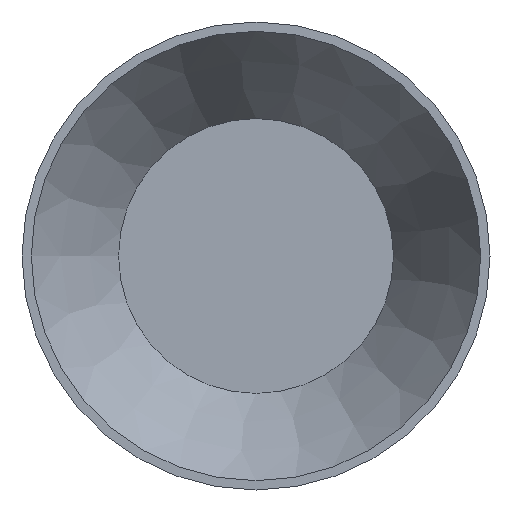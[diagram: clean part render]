
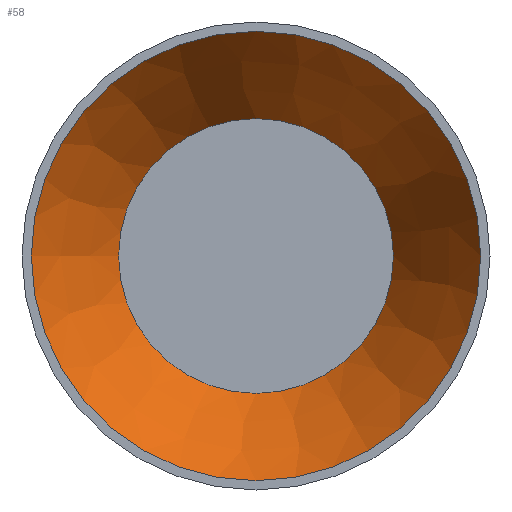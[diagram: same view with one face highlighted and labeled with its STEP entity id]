
A CAD part, front view. The second image highlights one B-rep face of the part: STEP entity #58.
In plain terms, the highlighted conical face has half-angle 31.731 degrees and reference radius 15.255 mm.
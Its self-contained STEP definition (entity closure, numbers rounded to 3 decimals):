
#16=FACE_BOUND('',#28,.T.);
#19=CONICAL_SURFACE('',#84,15.255,0.554);
#22=FACE_OUTER_BOUND('',#27,.T.);
#27=EDGE_LOOP('',(#47));
#28=EDGE_LOOP('',(#48));
#34=CIRCLE('',#83,9.228);
#35=CIRCLE('',#85,15.082);
#38=VERTEX_POINT('',#113);
#39=VERTEX_POINT('',#116);
#42=EDGE_CURVE('',#38,#38,#34,.T.);
#43=EDGE_CURVE('',#39,#39,#35,.T.);
#47=ORIENTED_EDGE('',*,*,#43,.F.);
#48=ORIENTED_EDGE('',*,*,#42,.F.);
#58=ADVANCED_FACE('',(#22,#16),#19,.F.);
#83=AXIS2_PLACEMENT_3D('',#114,#95,#96);
#84=AXIS2_PLACEMENT_3D('',#115,#97,#98);
#85=AXIS2_PLACEMENT_3D('',#117,#99,#100);
#95=DIRECTION('center_axis',(0.,-1.,0.));
#96=DIRECTION('ref_axis',(1.,0.,0.));
#97=DIRECTION('center_axis',(0.,-1.,0.));
#98=DIRECTION('ref_axis',(1.,0.,0.));
#99=DIRECTION('center_axis',(0.,1.,0.));
#100=DIRECTION('ref_axis',(1.,0.,0.));
#113=CARTESIAN_POINT('',(-9.228,9.467,0.));
#114=CARTESIAN_POINT('Origin',(0.,9.467,0.));
#115=CARTESIAN_POINT('Origin',(0.,-0.28,0.));
#116=CARTESIAN_POINT('',(-15.082,0.,0.));
#117=CARTESIAN_POINT('Origin',(0.,0.,0.));
